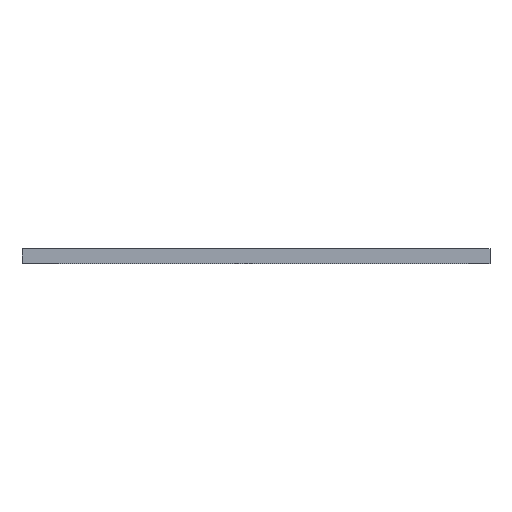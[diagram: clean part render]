
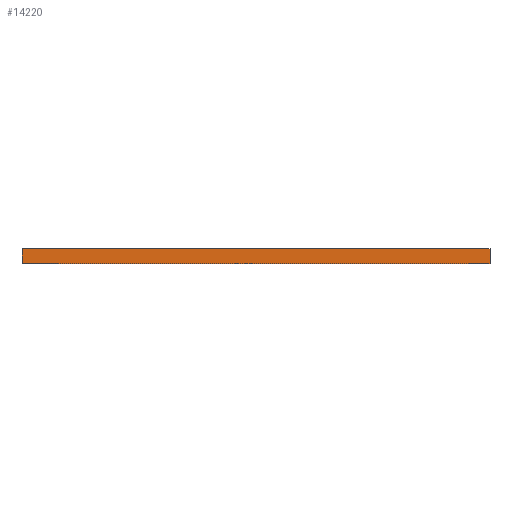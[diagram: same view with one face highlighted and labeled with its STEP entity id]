
A CAD part, left-side view. The second image highlights one B-rep face of the part: STEP entity #14220.
In plain terms, the highlighted free-form (B-spline) face has degree [1, 1] with [2, 2] control points.
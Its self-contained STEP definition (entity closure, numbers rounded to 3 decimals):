
#454 = FACE_OUTER_BOUND ( 'NONE', #9568, .T. ) ;
#1698 = B_SPLINE_CURVE_WITH_KNOTS ( 'NONE', 1,
 ( #20646, #11981 ),
 .UNSPECIFIED., .F., .F.,
 ( 2, 2 ),
 ( 0., 1. ),
 .UNSPECIFIED. ) ;
#1727 = ORIENTED_EDGE ( 'NONE', *, *, #12410, .F. ) ;
#2229 = B_SPLINE_CURVE_WITH_KNOTS ( 'NONE', 1,
 ( #9141, #12447 ),
 .UNSPECIFIED., .F., .F.,
 ( 2, 2 ),
 ( 0., 1. ),
 .UNSPECIFIED. ) ;
#2324 = CARTESIAN_POINT ( 'NONE',  ( 2129.769, 2649.618, 0. ) ) ;
#2605 = CARTESIAN_POINT ( 'NONE',  ( 2129.769, 1854.018, 0.5 ) ) ;
#2607 = B_SPLINE_CURVE_WITH_KNOTS ( 'NONE', 1,
 ( #4017, #2324 ),
 .UNSPECIFIED., .F., .F.,
 ( 2, 2 ),
 ( 0., 1. ),
 .UNSPECIFIED. ) ;
#4017 = CARTESIAN_POINT ( 'NONE',  ( 2129.769, 2649.618, -25. ) ) ;
#4048 = EDGE_CURVE ( 'NONE', #11351, #20452, #2229, .T. ) ;
#4184 = ORIENTED_EDGE ( 'NONE', *, *, #4048, .F. ) ;
#6333 = CARTESIAN_POINT ( 'NONE',  ( 2129.769, 1869.618, -25. ) ) ;
#7243 = B_SPLINE_SURFACE_WITH_KNOTS ( 'NONE', 1, 1, ( 
 ( #2605, #11481 ),
 ( #13057, #20170 ) ),
 .UNSPECIFIED., .F., .F., .F.,
 ( 2, 2 ),
 ( 2, 2 ),
 ( -13., 13. ),
 ( -600.6, 210.6 ),
 .UNSPECIFIED. ) ;
#9141 = CARTESIAN_POINT ( 'NONE',  ( 2129.769, 2649.618, 0. ) ) ;
#9568 = EDGE_LOOP ( 'NONE', ( #18694, #21584, #1727, #4184 ) ) ;
#11351 = VERTEX_POINT ( 'NONE', #20404 ) ;
#11481 = CARTESIAN_POINT ( 'NONE',  ( 2129.769, 2665.218, 0.5 ) ) ;
#11981 = CARTESIAN_POINT ( 'NONE',  ( 2129.769, 1869.618, -25. ) ) ;
#12136 = VERTEX_POINT ( 'NONE', #17508 ) ;
#12410 = EDGE_CURVE ( 'NONE', #20452, #21921, #1698, .T. ) ;
#12447 = CARTESIAN_POINT ( 'NONE',  ( 2129.769, 1869.618, 0. ) ) ;
#12714 = CARTESIAN_POINT ( 'NONE',  ( 2129.769, 1869.618, -25. ) ) ;
#13057 = CARTESIAN_POINT ( 'NONE',  ( 2129.769, 1854.018, -25.5 ) ) ;
#14220 = ADVANCED_FACE ( 'NONE', ( #454 ), #7243, .F. ) ;
#15553 = EDGE_CURVE ( 'NONE', #21921, #12136, #17542, .T. ) ;
#17508 = CARTESIAN_POINT ( 'NONE',  ( 2129.769, 2649.618, -25. ) ) ;
#17542 = B_SPLINE_CURVE_WITH_KNOTS ( 'NONE', 1,
 ( #12714, #18154 ),
 .UNSPECIFIED., .F., .F.,
 ( 2, 2 ),
 ( 0., 1. ),
 .UNSPECIFIED. ) ;
#17593 = CARTESIAN_POINT ( 'NONE',  ( 2129.769, 1869.618, 0. ) ) ;
#18051 = EDGE_CURVE ( 'NONE', #12136, #11351, #2607, .T. ) ;
#18154 = CARTESIAN_POINT ( 'NONE',  ( 2129.769, 2649.618, -25. ) ) ;
#18694 = ORIENTED_EDGE ( 'NONE', *, *, #18051, .F. ) ;
#20170 = CARTESIAN_POINT ( 'NONE',  ( 2129.769, 2665.218, -25.5 ) ) ;
#20404 = CARTESIAN_POINT ( 'NONE',  ( 2129.769, 2649.618, 0. ) ) ;
#20452 = VERTEX_POINT ( 'NONE', #17593 ) ;
#20646 = CARTESIAN_POINT ( 'NONE',  ( 2129.769, 1869.618, 0. ) ) ;
#21584 = ORIENTED_EDGE ( 'NONE', *, *, #15553, .F. ) ;
#21921 = VERTEX_POINT ( 'NONE', #6333 ) ;
